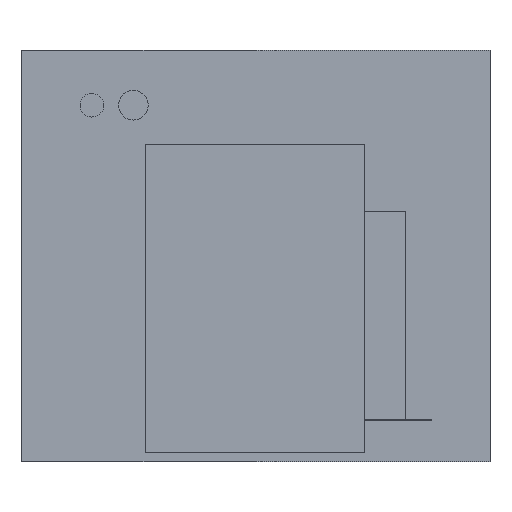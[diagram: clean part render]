
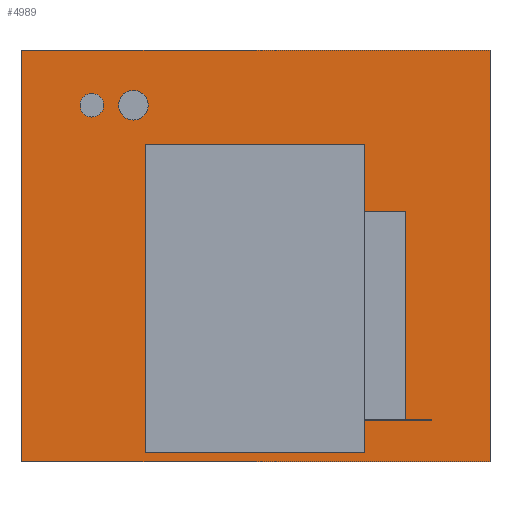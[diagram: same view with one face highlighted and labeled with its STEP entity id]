
A CAD part, front view. The second image highlights one B-rep face of the part: STEP entity #4989.
In plain terms, the highlighted planar face has unit normal (0, -1, 0).
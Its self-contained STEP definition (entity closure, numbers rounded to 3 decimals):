
#47=FACE_BOUND('',#475,.T.);
#48=FACE_BOUND('',#476,.T.);
#59=CIRCLE('',#5340,20.);
#61=CIRCLE('',#5344,25.);
#165=FACE_OUTER_BOUND('',#474,.T.);
#474=EDGE_LOOP('',(#3353,#3354,#3355,#3356));
#475=EDGE_LOOP('',(#3357));
#476=EDGE_LOOP('',(#3358));
#804=LINE('',#7111,#1470);
#806=LINE('',#7115,#1472);
#808=LINE('',#7119,#1474);
#810=LINE('',#7122,#1476);
#1470=VECTOR('',#5751,10.);
#1472=VECTOR('',#5755,10.);
#1474=VECTOR('',#5759,10.);
#1476=VECTOR('',#5763,10.);
#2114=VERTEX_POINT('',#7062);
#2116=VERTEX_POINT('',#7069);
#2129=VERTEX_POINT('',#7108);
#2130=VERTEX_POINT('',#7110);
#2131=VERTEX_POINT('',#7114);
#2132=VERTEX_POINT('',#7118);
#2587=EDGE_CURVE('',#2114,#2114,#59,.T.);
#2590=EDGE_CURVE('',#2116,#2116,#61,.T.);
#2608=EDGE_CURVE('',#2130,#2129,#804,.T.);
#2610=EDGE_CURVE('',#2131,#2130,#806,.T.);
#2612=EDGE_CURVE('',#2132,#2131,#808,.T.);
#2614=EDGE_CURVE('',#2129,#2132,#810,.T.);
#3353=ORIENTED_EDGE('',*,*,#2614,.T.);
#3354=ORIENTED_EDGE('',*,*,#2612,.T.);
#3355=ORIENTED_EDGE('',*,*,#2610,.T.);
#3356=ORIENTED_EDGE('',*,*,#2608,.T.);
#3357=ORIENTED_EDGE('',*,*,#2587,.T.);
#3358=ORIENTED_EDGE('',*,*,#2590,.T.);
#4697=PLANE('',#5356);
#4989=ADVANCED_FACE('',(#165,#47,#48),#4697,.T.);
#5340=AXIS2_PLACEMENT_3D('',#7064,#5707,#5708);
#5344=AXIS2_PLACEMENT_3D('',#7071,#5716,#5717);
#5356=AXIS2_PLACEMENT_3D('',#7123,#5764,#5765);
#5707=DIRECTION('center_axis',(0.,1.,0.));
#5708=DIRECTION('ref_axis',(1.,0.,0.));
#5716=DIRECTION('center_axis',(0.,1.,0.));
#5717=DIRECTION('ref_axis',(1.,0.,0.));
#5751=DIRECTION('',(-1.,0.,0.));
#5755=DIRECTION('',(0.,0.,1.));
#5759=DIRECTION('',(1.,0.,0.));
#5763=DIRECTION('',(0.,0.,-1.));
#5764=DIRECTION('center_axis',(0.,-1.,0.));
#5765=DIRECTION('ref_axis',(0.,0.,-1.));
#7062=CARTESIAN_POINT('',(-297.,-370.,254.5));
#7064=CARTESIAN_POINT('Origin',(-277.,-370.,254.5));
#7069=CARTESIAN_POINT('',(-232.,-370.,254.5));
#7071=CARTESIAN_POINT('Origin',(-207.,-370.,254.5));
#7108=CARTESIAN_POINT('',(-395.,-370.,347.5));
#7110=CARTESIAN_POINT('',(395.,-370.,347.5));
#7111=CARTESIAN_POINT('',(-395.,-370.,347.5));
#7114=CARTESIAN_POINT('',(395.,-370.,-347.5));
#7115=CARTESIAN_POINT('',(395.,-370.,347.5));
#7118=CARTESIAN_POINT('',(-395.,-370.,-347.5));
#7119=CARTESIAN_POINT('',(395.,-370.,-347.5));
#7122=CARTESIAN_POINT('',(-395.,-370.,-347.5));
#7123=CARTESIAN_POINT('Origin',(0.,-370.,0.));
